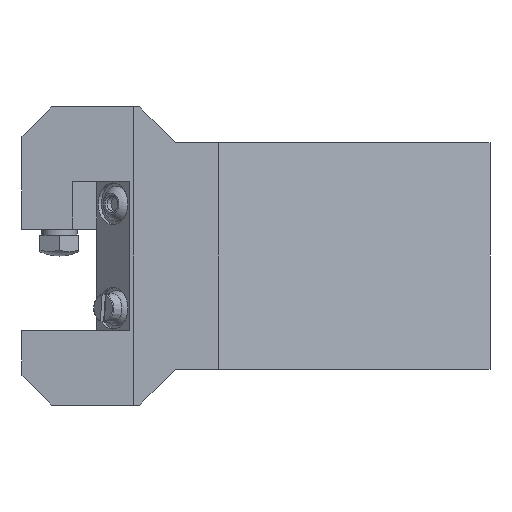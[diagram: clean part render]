
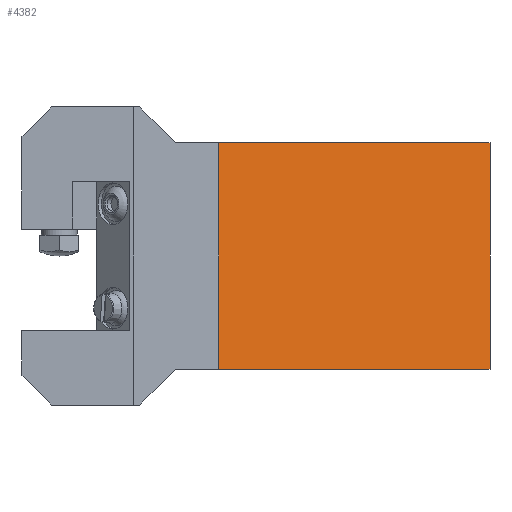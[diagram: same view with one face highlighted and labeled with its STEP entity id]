
A CAD part, left-side view. The second image highlights one B-rep face of the part: STEP entity #4382.
In plain terms, the highlighted planar face has unit normal (-0.966, -0.259, 0).
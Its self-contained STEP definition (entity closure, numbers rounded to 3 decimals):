
#341=ORIENTED_EDGE('',*,*,#1595,.F.);
#342=ORIENTED_EDGE('',*,*,#1596,.F.);
#343=ORIENTED_EDGE('',*,*,#1597,.F.);
#344=ORIENTED_EDGE('',*,*,#1598,.T.);
#1595=EDGE_CURVE('',#2221,#2222,#2662,.T.);
#1596=EDGE_CURVE('',#2223,#2221,#2663,.T.);
#1597=EDGE_CURVE('',#2224,#2223,#2664,.T.);
#1598=EDGE_CURVE('',#2224,#2222,#2665,.T.);
#2221=VERTEX_POINT('',#6451);
#2222=VERTEX_POINT('',#6452);
#2223=VERTEX_POINT('',#6454);
#2224=VERTEX_POINT('',#6456);
#2662=LINE('',#6450,#3126);
#2663=LINE('',#6453,#3127);
#2664=LINE('',#6455,#3128);
#2665=LINE('',#6457,#3129);
#3126=VECTOR('',#5146,1000.);
#3127=VECTOR('',#5147,1000.);
#3128=VECTOR('',#5148,1000.);
#3129=VECTOR('',#5149,1000.);
#3554=EDGE_LOOP('',(#341,#342,#343,#344));
#3872=FACE_BOUND('',#3554,.T.);
#4184=PLANE('',#4664);
#4382=ADVANCED_FACE('',(#3872),#4184,.F.);
#4664=AXIS2_PLACEMENT_3D('',#6449,#5144,#5145);
#5144=DIRECTION('',(0.966,0.259,0.));
#5145=DIRECTION('',(-0.259,0.966,0.));
#5146=DIRECTION('',(0.259,-0.966,0.));
#5147=DIRECTION('',(0.,0.,1.));
#5148=DIRECTION('',(-0.259,0.966,0.));
#5149=DIRECTION('',(0.,0.,1.));
#6449=CARTESIAN_POINT('',(-17.617,-79.,-171.47));
#6450=CARTESIAN_POINT('',(-17.617,-79.,38.));
#6451=CARTESIAN_POINT('',(-42.,12.,38.));
#6452=CARTESIAN_POINT('',(-17.617,-79.,38.));
#6453=CARTESIAN_POINT('',(-42.,12.,-171.47));
#6454=CARTESIAN_POINT('',(-42.,12.,-38.));
#6455=CARTESIAN_POINT('',(-17.617,-79.,-38.));
#6456=CARTESIAN_POINT('',(-17.617,-79.,-38.));
#6457=CARTESIAN_POINT('',(-17.617,-79.,-171.47));
